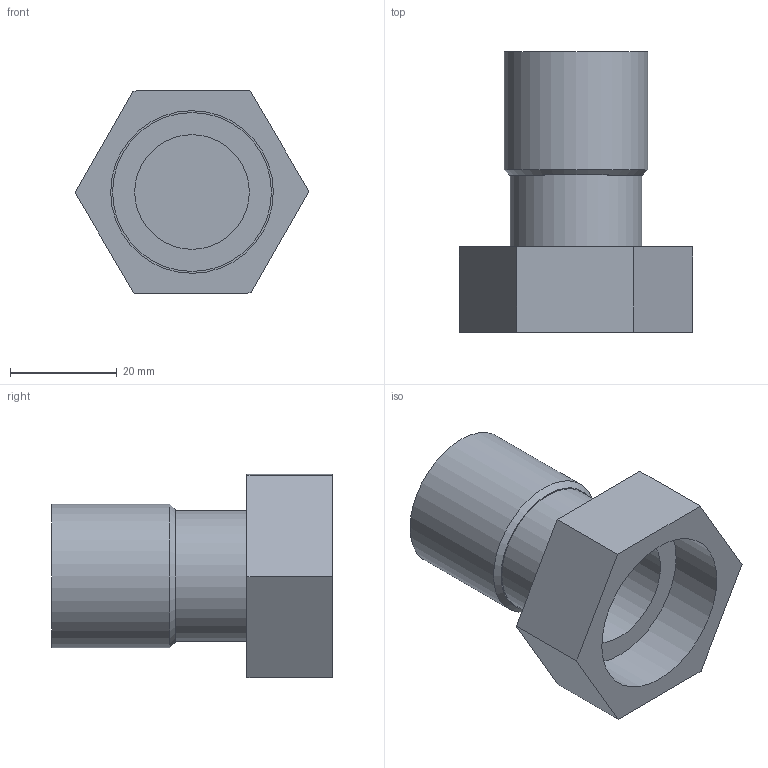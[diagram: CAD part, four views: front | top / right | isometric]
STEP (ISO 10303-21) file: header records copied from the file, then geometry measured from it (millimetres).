
FILE_DESCRIPTION(/* description */ ('Unknown'),/* implementation_level */ '2;1');
FILE_NAME(/* name */ 'F45R1DN22',/* time_stamp */ '2016-07-07T15:24:14+02:00',/* author */ ('Unknown'),/* organization */ ('Unknown'),/* preprocessor_version */ 'ST-DEVELOPER v16',/* originating_system */ 'DEX',/* authorisation */ $);
FILE_SCHEMA (('AUTOMOTIVE_DESIGN {1 0 10303 214 3 1 1}'));
Length unit declared in the file: millimetre
Products named in the file (3): F45R1DN22; TOPEUNIONDN22gen; TUERCA1_DN22gen
Assembly tree (2 placements, depth 2):
  F45R1DN22
    TOPEUNIONDN22gen
    TUERCA1_DN22gen
Bounding box: 43.88 x 52.63 x 38.11 mm (x, y, z)
Volume: 16830.1 mm3; surface area: 12800.6 mm2
Topology: 2 solids, 2 shells, 23 faces, 43 edges, 29 vertices
Faces by surface type: plane 15, cylinder 7, cone 1
Full cylindrical faces by diameter (mm): 21.5 x1, 22 x1, 24.6 x1, 26.2 x1, 27 x1, 29.8 x1, 30.505 x1
Entity records: 672 total; most frequent: DIRECTION 100, CARTESIAN_POINT 86, ORIENTED_EDGE 66, AXIS2_PLACEMENT_3D 41, EDGE_LOOP 38, FACE_BOUND 38, EDGE_CURVE 33, VERTEX_POINT 27
